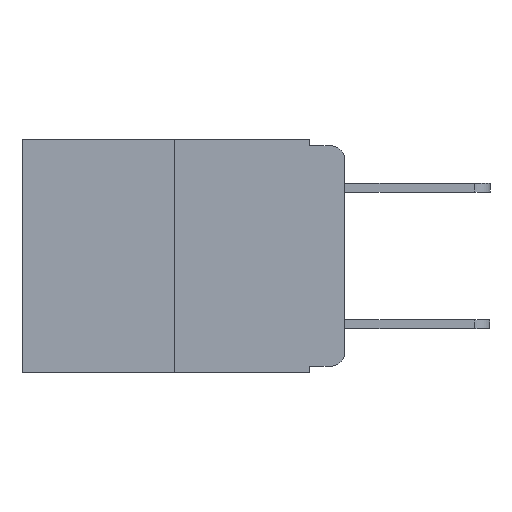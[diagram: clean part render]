
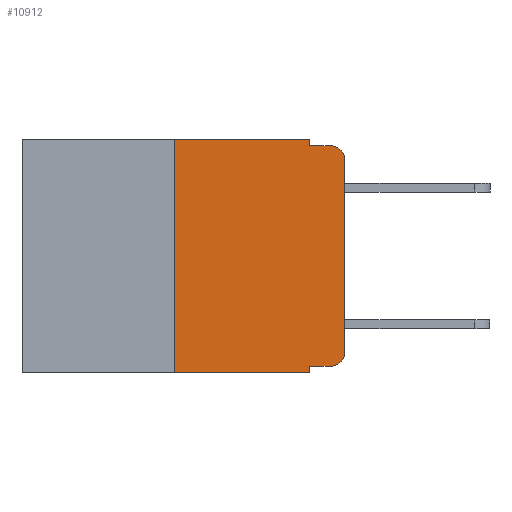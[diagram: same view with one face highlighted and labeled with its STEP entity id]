
A CAD part, left-side view. The second image highlights one B-rep face of the part: STEP entity #10912.
In plain terms, the highlighted planar face has unit normal (-1, 0, 0).
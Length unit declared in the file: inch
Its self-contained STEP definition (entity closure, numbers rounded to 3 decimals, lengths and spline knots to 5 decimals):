
#39 = CARTESIAN_POINT ( 'NONE',  ( 0., 0.051, 0. ) ) ;
#84 = CARTESIAN_POINT ( 'NONE',  ( 0., 0.473, -0.343 ) ) ;
#152 = CARTESIAN_POINT ( 'NONE',  ( 0., 0.051, -0.01 ) ) ;
#182 = ORIENTED_EDGE ( 'NONE', *, *, #1797, .F. ) ;
#520 = VERTEX_POINT ( 'NONE', #2224 ) ;
#812 = VECTOR ( 'NONE', #9570, 39.37008 ) ;
#952 = EDGE_CURVE ( 'NONE', #4386, #1055, #6881, .T. ) ;
#1055 = VERTEX_POINT ( 'NONE', #6345 ) ;
#1087 = DIRECTION ( 'NONE',  ( 0., -1., 0. ) ) ;
#1125 = DIRECTION ( 'NONE',  ( 0., -1., 0. ) ) ;
#1152 = CARTESIAN_POINT ( 'NONE',  ( 0., 0.02, -0.313 ) ) ;
#1184 = VECTOR ( 'NONE', #4451, 39.37008 ) ;
#1324 = ORIENTED_EDGE ( 'NONE', *, *, #5159, .F. ) ;
#1797 = EDGE_CURVE ( 'NONE', #8573, #12179, #10595, .T. ) ;
#2044 = VECTOR ( 'NONE', #1125, 39.37008 ) ;
#2090 = VECTOR ( 'NONE', #6028, 39.37008 ) ;
#2166 = DIRECTION ( 'NONE',  ( 0., 0., -1. ) ) ;
#2175 = CIRCLE ( 'NONE', #7004, 0.02 ) ;
#2224 = CARTESIAN_POINT ( 'NONE',  ( 0., 0.02, -0.333 ) ) ;
#2358 = VECTOR ( 'NONE', #1087, 39.37008 ) ;
#2601 = VERTEX_POINT ( 'NONE', #9227 ) ;
#2630 = DIRECTION ( 'NONE',  ( 1., 0., 0. ) ) ;
#2988 = EDGE_CURVE ( 'NONE', #10701, #4386, #10697, .T. ) ;
#3179 = CARTESIAN_POINT ( 'NONE',  ( 0., 0.02, -0.03 ) ) ;
#3531 = ORIENTED_EDGE ( 'NONE', *, *, #11219, .T. ) ;
#4162 = ORIENTED_EDGE ( 'NONE', *, *, #952, .F. ) ;
#4170 = DIRECTION ( 'NONE',  ( 0., 0., -1. ) ) ;
#4386 = VERTEX_POINT ( 'NONE', #9789 ) ;
#4389 = AXIS2_PLACEMENT_3D ( 'NONE', #4598, #2630, #9194 ) ;
#4451 = DIRECTION ( 'NONE',  ( 0., 0., 1. ) ) ;
#4598 = CARTESIAN_POINT ( 'NONE',  ( 0., 0.473, 0. ) ) ;
#4647 = ORIENTED_EDGE ( 'NONE', *, *, #11695, .T. ) ;
#4705 = LINE ( 'NONE', #9643, #2044 ) ;
#4903 = ORIENTED_EDGE ( 'NONE', *, *, #2988, .F. ) ;
#5022 = ORIENTED_EDGE ( 'NONE', *, *, #12005, .T. ) ;
#5159 = EDGE_CURVE ( 'NONE', #8189, #10701, #6116, .T. ) ;
#5275 = CARTESIAN_POINT ( 'NONE',  ( 0., 0.051, -0.333 ) ) ;
#5336 = VERTEX_POINT ( 'NONE', #5394 ) ;
#5367 = DIRECTION ( 'NONE',  ( 0., 0., -1. ) ) ;
#5394 = CARTESIAN_POINT ( 'NONE',  ( 0., 0., -0.313 ) ) ;
#6028 = DIRECTION ( 'NONE',  ( 0., -1., 0. ) ) ;
#6097 = DIRECTION ( 'NONE',  ( 0., -1., 0. ) ) ;
#6116 = LINE ( 'NONE', #7908, #10690 ) ;
#6207 = CIRCLE ( 'NONE', #6608, 0.02 ) ;
#6345 = CARTESIAN_POINT ( 'NONE',  ( 0., 0.02, -0.01 ) ) ;
#6608 = AXIS2_PLACEMENT_3D ( 'NONE', #3179, #9688, #4170 ) ;
#6647 = VECTOR ( 'NONE', #7458, 39.37008 ) ;
#6786 = EDGE_CURVE ( 'NONE', #2601, #8189, #11230, .T. ) ;
#6881 = LINE ( 'NONE', #152, #2090 ) ;
#7004 = AXIS2_PLACEMENT_3D ( 'NONE', #1152, #7844, #2166 ) ;
#7028 = CARTESIAN_POINT ( 'NONE',  ( 0., 0., -0.03 ) ) ;
#7458 = DIRECTION ( 'NONE',  ( 0., 0., 1. ) ) ;
#7690 = LINE ( 'NONE', #84, #2358 ) ;
#7844 = DIRECTION ( 'NONE',  ( -1., 0., 0. ) ) ;
#7908 = CARTESIAN_POINT ( 'NONE',  ( 0., 0.473, 0. ) ) ;
#8027 = CARTESIAN_POINT ( 'NONE',  ( 0., 0.051, 0. ) ) ;
#8039 = ORIENTED_EDGE ( 'NONE', *, *, #6786, .F. ) ;
#8189 = VERTEX_POINT ( 'NONE', #10300 ) ;
#8253 = VECTOR ( 'NONE', #5367, 39.37008 ) ;
#8280 = PLANE ( 'NONE',  #4389 ) ;
#8386 = CARTESIAN_POINT ( 'NONE',  ( 0., 0., 0. ) ) ;
#8405 = EDGE_CURVE ( 'NONE', #8507, #1055, #6207, .T. ) ;
#8507 = VERTEX_POINT ( 'NONE', #7028 ) ;
#8569 = FACE_OUTER_BOUND ( 'NONE', #11517, .T. ) ;
#8573 = VERTEX_POINT ( 'NONE', #5275 ) ;
#9024 = CARTESIAN_POINT ( 'NONE',  ( 0., 0.25, 0. ) ) ;
#9194 = DIRECTION ( 'NONE',  ( 0., 0., -1. ) ) ;
#9227 = CARTESIAN_POINT ( 'NONE',  ( 0., 0.25, -0.343 ) ) ;
#9463 = ORIENTED_EDGE ( 'NONE', *, *, #11254, .T. ) ;
#9570 = DIRECTION ( 'NONE',  ( 0., 0., -1. ) ) ;
#9643 = CARTESIAN_POINT ( 'NONE',  ( 0., 0.051, -0.333 ) ) ;
#9688 = DIRECTION ( 'NONE',  ( -1., 0., 0. ) ) ;
#9789 = CARTESIAN_POINT ( 'NONE',  ( 0., 0.051, -0.01 ) ) ;
#10138 = LINE ( 'NONE', #8386, #6647 ) ;
#10300 = CARTESIAN_POINT ( 'NONE',  ( 0., 0.25, 0. ) ) ;
#10595 = LINE ( 'NONE', #39, #812 ) ;
#10690 = VECTOR ( 'NONE', #6097, 39.37008 ) ;
#10697 = LINE ( 'NONE', #10868, #8253 ) ;
#10701 = VERTEX_POINT ( 'NONE', #8027 ) ;
#10826 = CARTESIAN_POINT ( 'NONE',  ( 0., 0.051, -0.343 ) ) ;
#10868 = CARTESIAN_POINT ( 'NONE',  ( 0., 0.051, 0. ) ) ;
#10912 = ADVANCED_FACE ( 'NONE', ( #8569 ), #8280, .F. ) ;
#11214 = ORIENTED_EDGE ( 'NONE', *, *, #8405, .T. ) ;
#11219 = EDGE_CURVE ( 'NONE', #2601, #12179, #7690, .T. ) ;
#11230 = LINE ( 'NONE', #9024, #1184 ) ;
#11254 = EDGE_CURVE ( 'NONE', #8573, #520, #4705, .T. ) ;
#11517 = EDGE_LOOP ( 'NONE', ( #4647, #11214, #4162, #4903, #1324, #8039, #3531, #182, #9463, #5022 ) ) ;
#11695 = EDGE_CURVE ( 'NONE', #5336, #8507, #10138, .T. ) ;
#12005 = EDGE_CURVE ( 'NONE', #520, #5336, #2175, .T. ) ;
#12179 = VERTEX_POINT ( 'NONE', #10826 ) ;
